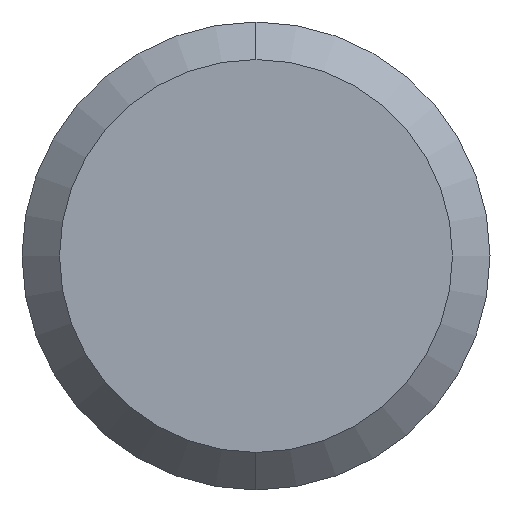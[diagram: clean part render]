
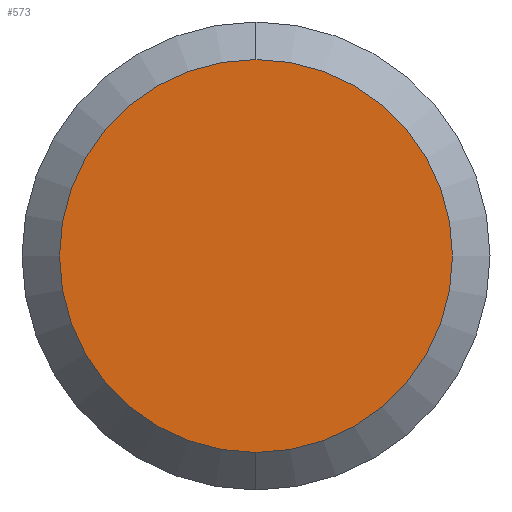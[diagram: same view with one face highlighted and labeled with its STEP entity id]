
A CAD part, left-side view. The second image highlights one B-rep face of the part: STEP entity #573.
In plain terms, the highlighted planar face has unit normal (-1, 0, 0).
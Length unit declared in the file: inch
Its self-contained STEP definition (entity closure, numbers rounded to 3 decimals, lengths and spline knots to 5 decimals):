
#41 = AXIS2_PLACEMENT_3D ( 'NONE', #516, #464, #397 ) ;
#84 = FACE_OUTER_BOUND ( 'NONE', #774, .T. ) ;
#92 = VERTEX_POINT ( 'NONE', #628 ) ;
#146 = ORIENTED_EDGE ( 'NONE', *, *, #426, .T. ) ;
#233 = VERTEX_POINT ( 'NONE', #420 ) ;
#235 = AXIS2_PLACEMENT_3D ( 'NONE', #689, #619, #280 ) ;
#276 = DIRECTION ( 'NONE',  ( -1., 0., 0. ) ) ;
#280 = DIRECTION ( 'NONE',  ( 0., 0., -1. ) ) ;
#383 = ORIENTED_EDGE ( 'NONE', *, *, #604, .T. ) ;
#397 = DIRECTION ( 'NONE',  ( 0., 0., 1. ) ) ;
#402 = PLANE ( 'NONE',  #235 ) ;
#420 = CARTESIAN_POINT ( 'NONE',  ( 0., 0., -0.05235 ) ) ;
#426 = EDGE_CURVE ( 'NONE', #92, #233, #549, .T. ) ;
#464 = DIRECTION ( 'NONE',  ( -1., 0., 0. ) ) ;
#510 = DIRECTION ( 'NONE',  ( 0., 0., 1. ) ) ;
#516 = CARTESIAN_POINT ( 'NONE',  ( 0., 0., 0. ) ) ;
#549 = CIRCLE ( 'NONE', #41, 0.05235 ) ;
#573 = ADVANCED_FACE ( 'NONE', ( #84 ), #402, .F. ) ;
#603 = CIRCLE ( 'NONE', #741, 0.05235 ) ;
#604 = EDGE_CURVE ( 'NONE', #233, #92, #603, .T. ) ;
#619 = DIRECTION ( 'NONE',  ( 1., 0., 0. ) ) ;
#628 = CARTESIAN_POINT ( 'NONE',  ( 0., 0., 0.05235 ) ) ;
#685 = CARTESIAN_POINT ( 'NONE',  ( 0., 0., 0. ) ) ;
#689 = CARTESIAN_POINT ( 'NONE',  ( 0., 0., 0. ) ) ;
#741 = AXIS2_PLACEMENT_3D ( 'NONE', #685, #276, #510 ) ;
#774 = EDGE_LOOP ( 'NONE', ( #383, #146 ) ) ;
